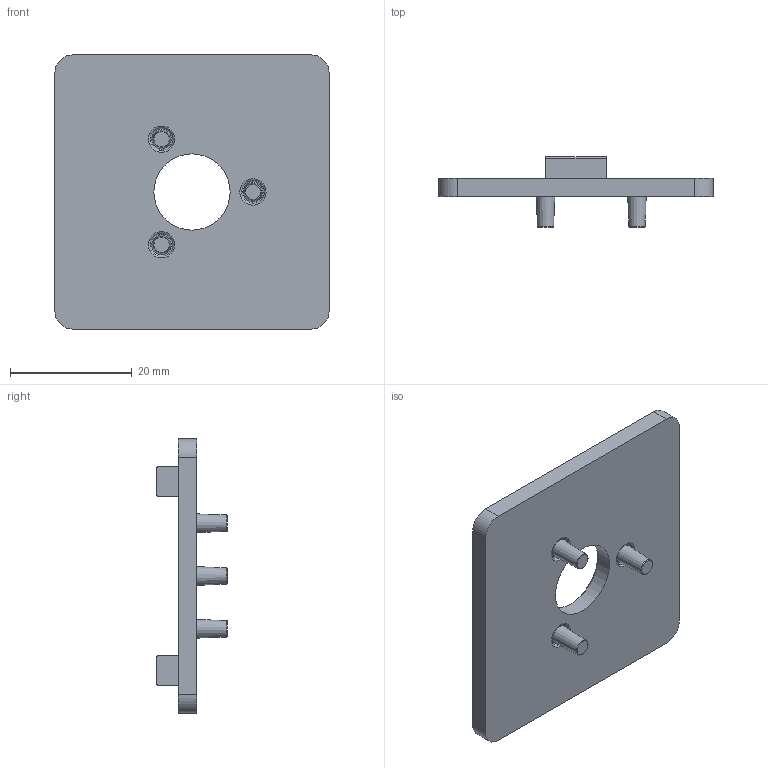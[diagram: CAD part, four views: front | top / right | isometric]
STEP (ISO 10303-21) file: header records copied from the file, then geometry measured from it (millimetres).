
FILE_DESCRIPTION(/* description */ ('STEP AP214'),/* implementation_level */ '2;1');
FILE_NAME(/* name */ '098FA45N10',/* time_stamp */ '2022-09-13T09:41:44+02:00',/* author */ ('License CC BY-ND 4.0'),/* organization */ ('CADENAS'),/* preprocessor_version */ 'ST-DEVELOPER v18.102',/* originating_system */ 'PARTsolutions',/* authorisation */ ' ');
FILE_SCHEMA (('AUTOMOTIVE_DESIGN {1 0 10303 214 3 1 1}'));
Length unit declared in the file: millimetre
Products named in the file (1): 098FA45N10
Bounding box: 45 x 11.5 x 45 mm (x, y, z)
Volume: 6123.3 mm3; surface area: 4783.8 mm2
Topology: 1 solids, 1 shells, 50 faces, 111 edges, 71 vertices
Faces by surface type: plane 22, torus 15, cylinder 9, cone 4
Full cylindrical faces by diameter (mm): 12.5 x1
Entity records: 1284 total; most frequent: DIRECTION 232, CARTESIAN_POINT 205, ORIENTED_EDGE 174, AXIS2_PLACEMENT_3D 94, EDGE_CURVE 87, EDGE_LOOP 80, FACE_BOUND 80, VERTEX_POINT 67
